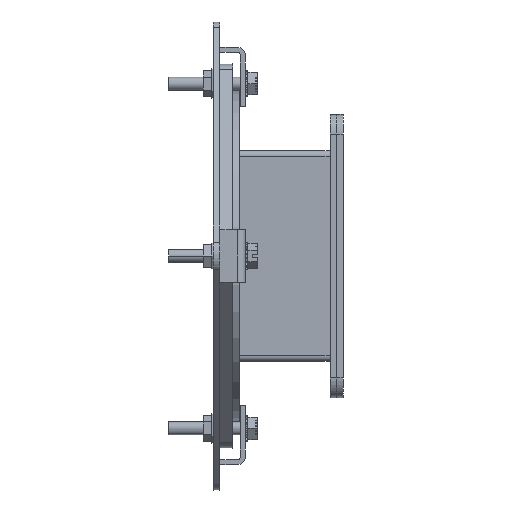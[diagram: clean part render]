
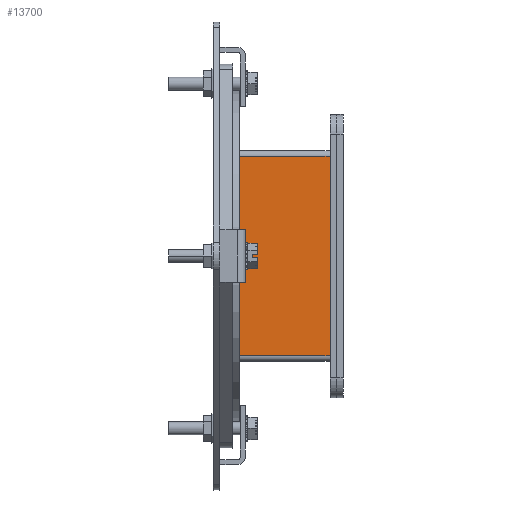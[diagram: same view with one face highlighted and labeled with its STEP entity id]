
A CAD part, left-side view. The second image highlights one B-rep face of the part: STEP entity #13700.
In plain terms, the highlighted planar face has unit normal (-1, 0, 0).
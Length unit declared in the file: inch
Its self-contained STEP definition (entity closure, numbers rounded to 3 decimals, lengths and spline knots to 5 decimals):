
#140 = VECTOR ( 'NONE', #353, 39.37008 ) ;
#353 = DIRECTION ( 'NONE',  ( 0., 1., 0. ) ) ;
#567 = CARTESIAN_POINT ( 'NONE',  ( -3.9555, 1.718, -0.1495 ) ) ;
#904 = VERTEX_POINT ( 'NONE', #3219 ) ;
#1408 = EDGE_CURVE ( 'NONE', #15830, #7950, #5117, .T. ) ;
#2204 = CARTESIAN_POINT ( 'NONE',  ( -3.9555, 1.718, -3.9335 ) ) ;
#2387 = EDGE_CURVE ( 'NONE', #11421, #904, #15326, .T. ) ;
#2853 = EDGE_CURVE ( 'NONE', #11421, #15830, #8869, .T. ) ;
#3061 = DIRECTION ( 'NONE',  ( 1., 0., 0. ) ) ;
#3219 = CARTESIAN_POINT ( 'NONE',  ( -3.9555, 0., -0.1495 ) ) ;
#3733 = EDGE_CURVE ( 'NONE', #7950, #904, #8555, .T. ) ;
#5117 = LINE ( 'NONE', #5198, #9703 ) ;
#5198 = CARTESIAN_POINT ( 'NONE',  ( -3.9555, 1.718, -0.0415 ) ) ;
#5749 = DIRECTION ( 'NONE',  ( 0., 0., 1. ) ) ;
#7950 = VERTEX_POINT ( 'NONE', #14957 ) ;
#8197 = AXIS2_PLACEMENT_3D ( 'NONE', #15091, #3061, #14377 ) ;
#8555 = LINE ( 'NONE', #567, #13864 ) ;
#8869 = LINE ( 'NONE', #2204, #140 ) ;
#9703 = VECTOR ( 'NONE', #10550, 39.37008 ) ;
#9722 = FACE_OUTER_BOUND ( 'NONE', #11176, .T. ) ;
#10550 = DIRECTION ( 'NONE',  ( 0., 0., 1. ) ) ;
#10556 = ORIENTED_EDGE ( 'NONE', *, *, #1408, .F. ) ;
#11176 = EDGE_LOOP ( 'NONE', ( #13474, #10556, #16798, #14320 ) ) ;
#11421 = VERTEX_POINT ( 'NONE', #13191 ) ;
#12686 = CARTESIAN_POINT ( 'NONE',  ( -3.9555, 0., -4.0415 ) ) ;
#13191 = CARTESIAN_POINT ( 'NONE',  ( -3.9555, 0., -3.9335 ) ) ;
#13341 = VECTOR ( 'NONE', #5749, 39.37008 ) ;
#13474 = ORIENTED_EDGE ( 'NONE', *, *, #3733, .F. ) ;
#13700 = ADVANCED_FACE ( 'NONE', ( #9722 ), #13768, .F. ) ;
#13768 = PLANE ( 'NONE',  #8197 ) ;
#13864 = VECTOR ( 'NONE', #17061, 39.37008 ) ;
#14320 = ORIENTED_EDGE ( 'NONE', *, *, #2387, .T. ) ;
#14377 = DIRECTION ( 'NONE',  ( 0., 0., 1. ) ) ;
#14957 = CARTESIAN_POINT ( 'NONE',  ( -3.9555, 1.718, -0.1495 ) ) ;
#15091 = CARTESIAN_POINT ( 'NONE',  ( -3.9555, 1.718, -4.0415 ) ) ;
#15326 = LINE ( 'NONE', #12686, #13341 ) ;
#15830 = VERTEX_POINT ( 'NONE', #16691 ) ;
#16691 = CARTESIAN_POINT ( 'NONE',  ( -3.9555, 1.718, -3.9335 ) ) ;
#16798 = ORIENTED_EDGE ( 'NONE', *, *, #2853, .F. ) ;
#17061 = DIRECTION ( 'NONE',  ( 0., -1., 0. ) ) ;
